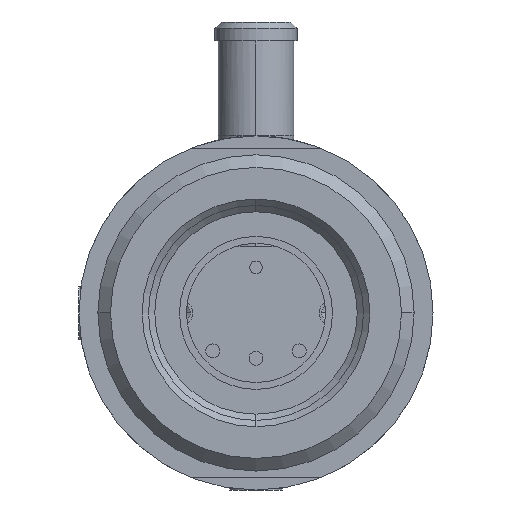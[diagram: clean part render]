
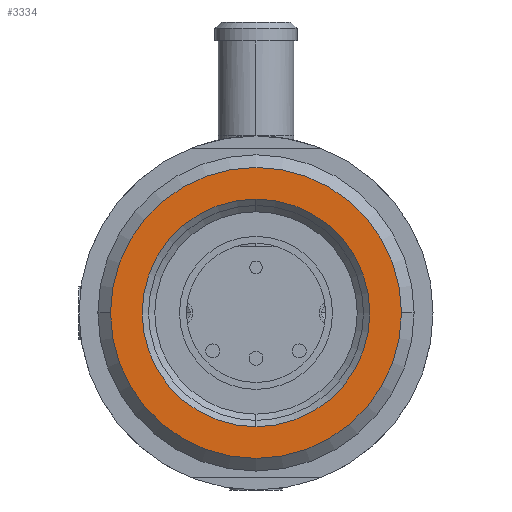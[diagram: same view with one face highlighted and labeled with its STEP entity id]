
A CAD part, left-side view. The second image highlights one B-rep face of the part: STEP entity #3334.
In plain terms, the highlighted planar face has unit normal (-1, 0, 0).
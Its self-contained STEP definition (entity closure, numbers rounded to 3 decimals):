
#994=CARTESIAN_POINT('',(-19.73,0.,0.));
#995=DIRECTION('',(-1.,0.,0.));
#996=DIRECTION('',(0.,1.,0.));
#997=AXIS2_PLACEMENT_3D('',#994,#995,#996);
#999=CARTESIAN_POINT('',(-19.73,0.,
0.));
#1000=DIRECTION('',(-1.,0.,0.));
#1001=DIRECTION('',(0.,-1.,0.));
#1002=AXIS2_PLACEMENT_3D('',#999,#1000,#1001);
#1004=CARTESIAN_POINT('',(-19.73,0.,0.));
#1005=DIRECTION('',(1.,0.,0.));
#1006=DIRECTION('',(0.,0.,-1.));
#1007=AXIS2_PLACEMENT_3D('',#1004,#1005,#1006);
#1009=CARTESIAN_POINT('',(-19.73,0.,0.));
#1010=DIRECTION('',(1.,0.,0.));
#1011=DIRECTION('',(0.,0.,1.));
#1012=AXIS2_PLACEMENT_3D('',#1009,#1010,#1011);
#2085=CARTESIAN_POINT('',(-19.73,11.5,0.));
#2086=CARTESIAN_POINT('',(-19.73,-11.5,0.));
#2087=VERTEX_POINT('',#2085);
#2088=VERTEX_POINT('',#2086);
#2093=CARTESIAN_POINT('',(-19.73,0.,-9.));
#2094=CARTESIAN_POINT('',(-19.73,0.,9.));
#2095=VERTEX_POINT('',#2093);
#2096=VERTEX_POINT('',#2094);
#3318=CARTESIAN_POINT('',(-19.73,0.,0.));
#3319=DIRECTION('',(1.,0.,0.));
#3320=DIRECTION('',(0.,-1.,0.));
#3321=AXIS2_PLACEMENT_3D('',#3318,#3319,#3320);
#3322=PLANE('',#3321);
#3324=ORIENTED_EDGE('',*,*,#3323,.F.);
#3325=ORIENTED_EDGE('',*,*,#3308,.F.);
#3326=EDGE_LOOP('',(#3324,#3325));
#3327=FACE_OUTER_BOUND('',#3326,.F.);
#3329=ORIENTED_EDGE('',*,*,#3328,.F.);
#3331=ORIENTED_EDGE('',*,*,#3330,.F.);
#3332=EDGE_LOOP('',(#3329,#3331));
#3333=FACE_BOUND('',#3332,.F.);
#3334=ADVANCED_FACE('',(#3327,#3333),#3322,.F.);
#998=CIRCLE('',#997,11.5);
#1003=CIRCLE('',#1002,11.5);
#1008=CIRCLE('',#1007,9.);
#1013=CIRCLE('',#1012,9.);
#3308=EDGE_CURVE('',#2088,#2087,#1003,.T.);
#3323=EDGE_CURVE('',#2087,#2088,#998,.T.);
#3328=EDGE_CURVE('',#2095,#2096,#1008,.T.);
#3330=EDGE_CURVE('',#2096,#2095,#1013,.T.);
